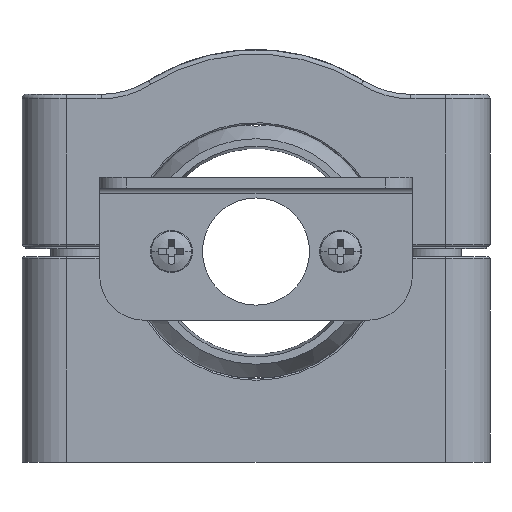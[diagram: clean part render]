
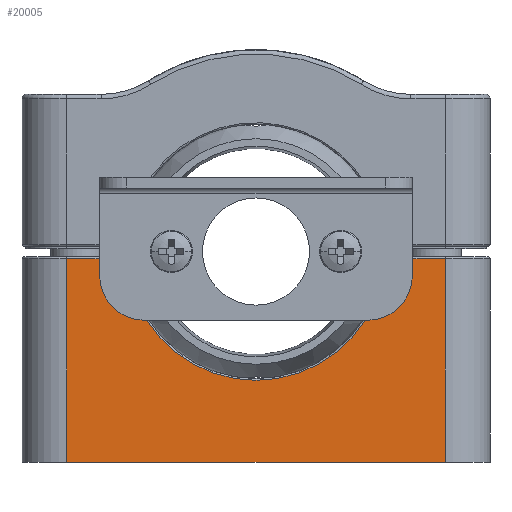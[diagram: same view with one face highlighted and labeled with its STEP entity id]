
A CAD part, front view. The second image highlights one B-rep face of the part: STEP entity #20005.
In plain terms, the highlighted planar face has unit normal (0, -1, 0).
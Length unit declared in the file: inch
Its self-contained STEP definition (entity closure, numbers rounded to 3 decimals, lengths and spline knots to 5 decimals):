
#4158=DIRECTION('',(1.,0.,0.));
#4159=VECTOR('',#4158,2.12);
#4160=CARTESIAN_POINT('',(-1.06,-0.25,-1.15));
#4161=LINE('',#4160,#4159);
#4715=DIRECTION('',(-1.,0.,0.));
#4716=VECTOR('',#4715,0.34);
#4717=CARTESIAN_POINT('',(1.06,-0.25,-0.01));
#4718=LINE('',#4717,#4716);
#4741=DIRECTION('',(0.,0.,1.));
#4742=VECTOR('',#4741,1.14);
#4743=CARTESIAN_POINT('',(1.06,-0.25,-1.15));
#4744=LINE('',#4743,#4742);
#4745=DIRECTION('',(0.,0.,1.));
#4746=VECTOR('',#4745,1.14);
#4747=CARTESIAN_POINT('',(-1.06,-0.25,-1.15));
#4748=LINE('',#4747,#4746);
#4749=CARTESIAN_POINT('',(0.,-0.25,0.03));
#4750=DIRECTION('',(0.,1.,0.));
#4751=DIRECTION('',(0.998,0.,-0.055));
#4752=AXIS2_PLACEMENT_3D('',#4749,#4750,#4751);
#4804=DIRECTION('',(1.,0.,0.));
#4805=VECTOR('',#4804,0.34);
#4806=CARTESIAN_POINT('',(-1.06,-0.25,-0.01));
#4807=LINE('',#4806,#4805);
#12487=CARTESIAN_POINT('',(-1.06,-0.25,-1.15));
#12489=VERTEX_POINT('',#12487);
#12490=CARTESIAN_POINT('',(1.06,-0.25,-1.15));
#12492=VERTEX_POINT('',#12490);
#12915=CARTESIAN_POINT('',(0.72,-0.25,-0.01));
#12916=CARTESIAN_POINT('',(-0.72,-0.25,-0.01));
#12917=VERTEX_POINT('',#12915);
#12918=VERTEX_POINT('',#12916);
#12927=CARTESIAN_POINT('',(-1.06,-0.25,-0.01));
#12928=VERTEX_POINT('',#12927);
#12961=CARTESIAN_POINT('',(1.06,-0.25,-0.01));
#12962=VERTEX_POINT('',#12961);
#19989=CARTESIAN_POINT('',(-1.31,-0.25,0.));
#19990=DIRECTION('',(0.,-1.,0.));
#19991=DIRECTION('',(0.,0.,-1.));
#19992=AXIS2_PLACEMENT_3D('',#19989,#19990,#19991);
#19993=PLANE('',#19992);
#19995=ORIENTED_EDGE('',*,*,#19994,.F.);
#19996=ORIENTED_EDGE('',*,*,#19979,.F.);
#19997=ORIENTED_EDGE('',*,*,#19954,.F.);
#19998=ORIENTED_EDGE('',*,*,#19231,.F.);
#20000=ORIENTED_EDGE('',*,*,#19999,.T.);
#20002=ORIENTED_EDGE('',*,*,#20001,.T.);
#20003=EDGE_LOOP('',(#19995,#19996,#19997,#19998,#20000,#20002));
#20004=FACE_OUTER_BOUND('',#20003,.F.);
#20005=ADVANCED_FACE('',(#20004),#19993,.T.);
#4753=CIRCLE('',#4752,0.72111);
#19231=EDGE_CURVE('',#12489,#12492,#4161,.T.);
#19954=EDGE_CURVE('',#12492,#12962,#4744,.T.);
#19979=EDGE_CURVE('',#12962,#12917,#4718,.T.);
#19994=EDGE_CURVE('',#12917,#12918,#4753,.T.);
#19999=EDGE_CURVE('',#12489,#12928,#4748,.T.);
#20001=EDGE_CURVE('',#12928,#12918,#4807,.T.);
